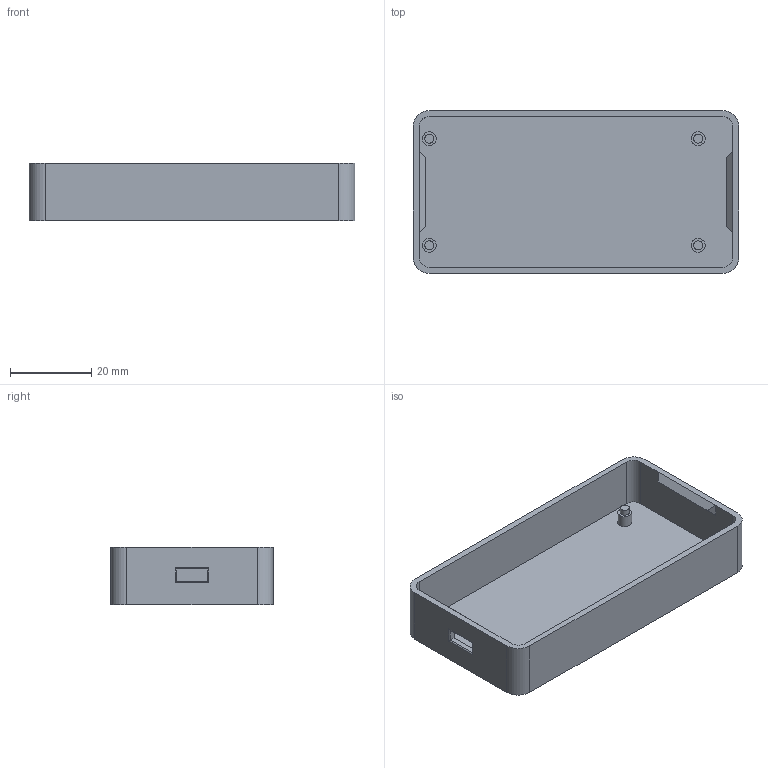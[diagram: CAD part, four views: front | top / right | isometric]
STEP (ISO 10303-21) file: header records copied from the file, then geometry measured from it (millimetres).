
FILE_DESCRIPTION(/* description */ (''),/* implementation_level */ '2;1');
FILE_NAME(/* name */ 'base (3).step',/* time_stamp */ '2024-03-03T12:03:04Z',/* author */ (''),/* organization */ (''),/* preprocessor_version */ 'ST-DEVELOPER v20',/* originating_system */ 'Autodesk Translation Framework v12.20.1.177',/* authorisation */ '');
FILE_SCHEMA (('AUTOMOTIVE_DESIGN { 1 0 10303 214 3 1 1 }'));
Length unit declared in the file: millimetre
Products named in the file (1): base (3)
Bounding box: 80 x 40 x 14 mm (x, y, z)
Volume: 9243.9 mm3; surface area: 12707.2 mm2
Topology: 5 solids, 5 shells, 55 faces, 112 edges, 72 vertices
Faces by surface type: plane 35, cylinder 20
Full cylindrical faces by diameter (mm): 2.2 x4, 3.4 x4
Entity records: 1471 total; most frequent: DIRECTION 260, CARTESIAN_POINT 240, ORIENTED_EDGE 224, EDGE_CURVE 112, AXIS2_PLACEMENT_3D 92, LINE 76, VECTOR 76, VERTEX_POINT 72
